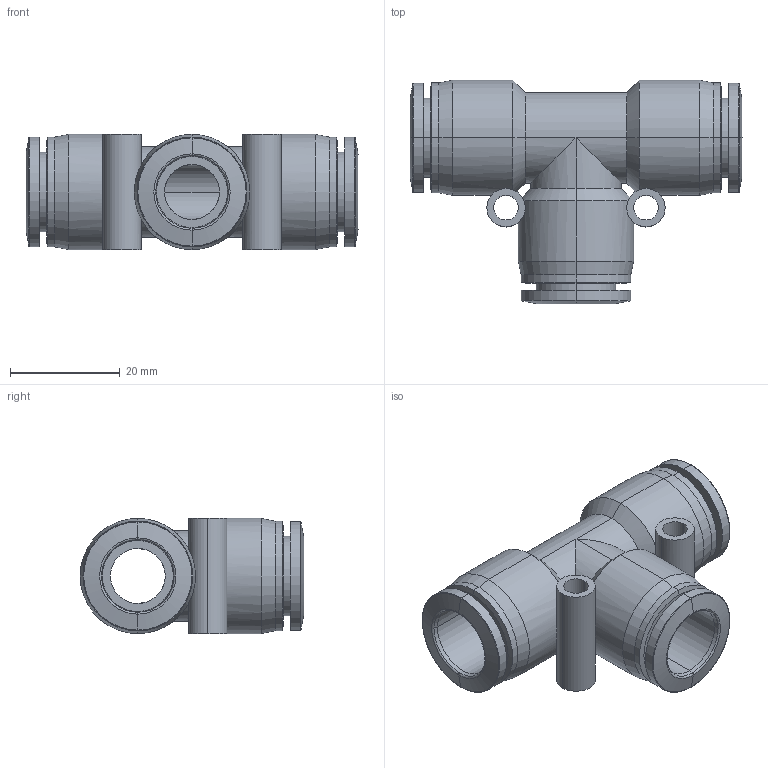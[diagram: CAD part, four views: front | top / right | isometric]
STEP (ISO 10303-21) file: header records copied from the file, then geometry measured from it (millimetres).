
FILE_DESCRIPTION (( 'STEP AP214' ), '1' );
FILE_NAME ('UT12.step', '2016-02-24T20:49:42', ( '' ), ( '' ), 'SwSTEP 2.0', 'SolidWorks 2015', '' );
FILE_SCHEMA (( 'AUTOMOTIVE_DESIGN' ));
Length unit declared in the file: inch
Products named in the file (1): UT12
Bounding box: 60.5 x 40.75 x 21 mm (x, y, z)
Volume: 14758 mm3; surface area: 11052.2 mm2
Topology: 1 solids, 1 shells, 102 faces, 231 edges, 134 vertices
Faces by surface type: cylinder 47, cone 30, plane 13, bspline 12
Entity records: 4573 total; most frequent: CARTESIAN_POINT 894, DIRECTION 527, ORIENTED_EDGE 462, EDGE_CURVE 231, AXIS2_PLACEMENT_3D 223, VERTEX_POINT 134, CIRCLE 132, EDGE_LOOP 117
